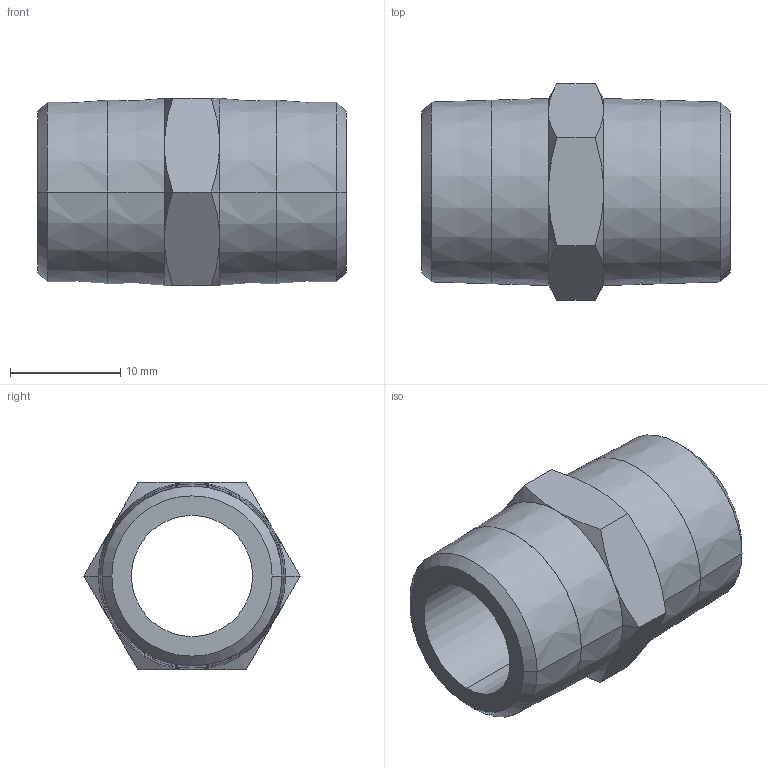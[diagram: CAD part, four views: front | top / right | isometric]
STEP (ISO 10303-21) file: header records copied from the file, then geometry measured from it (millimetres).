
FILE_DESCRIPTION(('STEP AP214'),'1');
FILE_NAME('0121_17_17.stp','2016-07-07T14:22:14',('TraceParts'),('TraceParts S.A.'),'Spatial InterOp 3D',' ',' ');
FILE_SCHEMA(('automotive_design'));
Length unit declared in the file: millimetre
Products named in the file (1): 1
Bounding box: 28 x 19.63 x 17 mm (x, y, z)
Volume: 3534.3 mm3; surface area: 2831.3 mm2
Topology: 1 solids, 1 shells, 46 faces, 95 edges, 57 vertices
Faces by surface type: cone 28, plane 14, cylinder 4
Entity records: 1256 total; most frequent: CARTESIAN_POINT 295, DIRECTION 211, ORIENTED_EDGE 190, EDGE_CURVE 95, AXIS2_PLACEMENT_3D 93, VERTEX_POINT 57, EDGE_LOOP 54, ADVANCED_FACE 46
